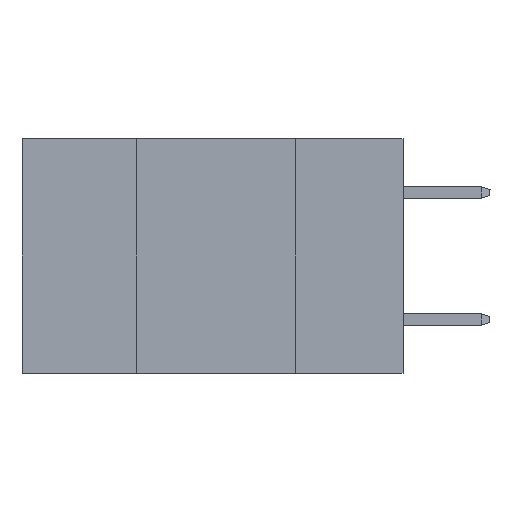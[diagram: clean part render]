
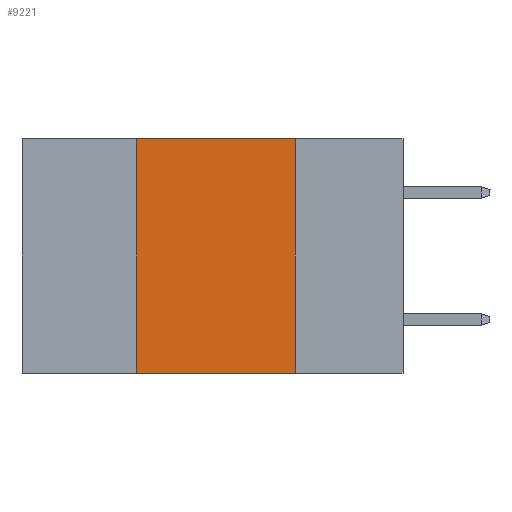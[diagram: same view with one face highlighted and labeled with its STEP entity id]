
A CAD part, left-side view. The second image highlights one B-rep face of the part: STEP entity #9221.
In plain terms, the highlighted planar face has unit normal (-1, 0, 0).
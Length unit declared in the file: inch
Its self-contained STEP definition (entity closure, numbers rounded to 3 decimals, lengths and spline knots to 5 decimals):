
#140 = VECTOR ( 'NONE', #769, 39.37008 ) ;
#769 = DIRECTION ( 'NONE',  ( 0., 0., -1. ) ) ;
#1116 = DIRECTION ( 'NONE',  ( 1., 0., 0. ) ) ;
#1694 = ORIENTED_EDGE ( 'NONE', *, *, #40882, .F. ) ;
#1902 = CARTESIAN_POINT ( 'NONE',  ( 0., 0.42, -0.37 ) ) ;
#2353 = DIRECTION ( 'NONE',  ( 0., -1., 0. ) ) ;
#2953 = LINE ( 'NONE', #16201, #15024 ) ;
#4319 = VERTEX_POINT ( 'NONE', #10503 ) ;
#5235 = PLANE ( 'NONE',  #11995 ) ;
#5831 = CARTESIAN_POINT ( 'NONE',  ( 0., 0.17, 0. ) ) ;
#7384 = CARTESIAN_POINT ( 'NONE',  ( 0., 0.42, 0. ) ) ;
#9221 = ADVANCED_FACE ( 'NONE', ( #27774 ), #5235, .F. ) ;
#10503 = CARTESIAN_POINT ( 'NONE',  ( 0., 0.42, 0. ) ) ;
#11995 = AXIS2_PLACEMENT_3D ( 'NONE', #37958, #1116, #24729 ) ;
#12726 = VERTEX_POINT ( 'NONE', #5831 ) ;
#12933 = DIRECTION ( 'NONE',  ( 0., -1., 0. ) ) ;
#14227 = LINE ( 'NONE', #27872, #140 ) ;
#15024 = VECTOR ( 'NONE', #12933, 39.37008 ) ;
#15590 = CARTESIAN_POINT ( 'NONE',  ( 0., 0.6, 0. ) ) ;
#16201 = CARTESIAN_POINT ( 'NONE',  ( 0., 0.6, -0.37 ) ) ;
#17361 = DIRECTION ( 'NONE',  ( 0., 0., 1. ) ) ;
#18384 = LINE ( 'NONE', #15590, #26667 ) ;
#18404 = ORIENTED_EDGE ( 'NONE', *, *, #19354, .T. ) ;
#19354 = EDGE_CURVE ( 'NONE', #32710, #38158, #2953, .T. ) ;
#20050 = EDGE_LOOP ( 'NONE', ( #29892, #34994, #1694, #18404 ) ) ;
#24729 = DIRECTION ( 'NONE',  ( 0., 0., -1. ) ) ;
#26154 = CARTESIAN_POINT ( 'NONE',  ( 0., 0.17, -0.37 ) ) ;
#26667 = VECTOR ( 'NONE', #2353, 39.37008 ) ;
#27774 = FACE_OUTER_BOUND ( 'NONE', #20050, .T. ) ;
#27872 = CARTESIAN_POINT ( 'NONE',  ( 0., 0.17, 0. ) ) ;
#29002 = EDGE_CURVE ( 'NONE', #12726, #38158, #14227, .T. ) ;
#29892 = ORIENTED_EDGE ( 'NONE', *, *, #29002, .F. ) ;
#32710 = VERTEX_POINT ( 'NONE', #1902 ) ;
#32715 = EDGE_CURVE ( 'NONE', #4319, #12726, #18384, .T. ) ;
#34994 = ORIENTED_EDGE ( 'NONE', *, *, #32715, .F. ) ;
#36303 = VECTOR ( 'NONE', #17361, 39.37008 ) ;
#37070 = LINE ( 'NONE', #7384, #36303 ) ;
#37958 = CARTESIAN_POINT ( 'NONE',  ( 0., 0.6, 0. ) ) ;
#38158 = VERTEX_POINT ( 'NONE', #26154 ) ;
#40882 = EDGE_CURVE ( 'NONE', #32710, #4319, #37070, .T. ) ;
